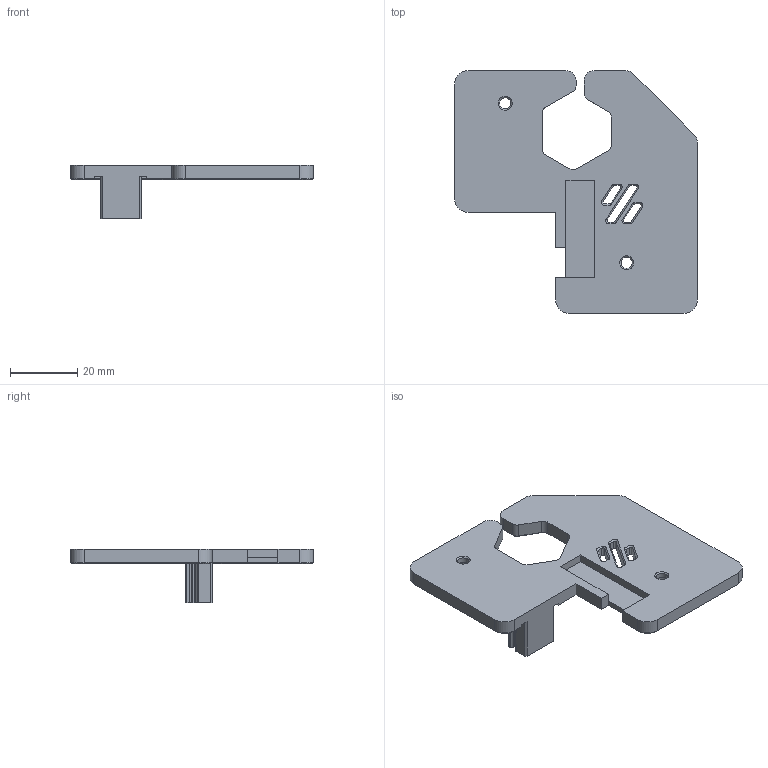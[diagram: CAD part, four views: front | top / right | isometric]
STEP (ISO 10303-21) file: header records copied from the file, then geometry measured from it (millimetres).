
FILE_DESCRIPTION(/* description */ ('STEP AP214'),/* implementation_level */ '2;1');
FILE_NAME(/* name */ '3030Z monolith.step',/* time_stamp */ '2025-08-19T17:08:54+03:00',/* author */ (''),/* organization */ (''),/* preprocessor_version */ 'ST-DEVELOPER v20.1',/* originating_system */ 'Autodesk Translation Framework v14.10.0.0',/* authorisation */ '');
FILE_SCHEMA (('AUTOMOTIVE_DESIGN { 1 0 10303 214 3 1 1 }'));
Length unit declared in the file: millimetre
Products named in the file (1): 3030Z皮带装饰盖B
Bounding box: 72 x 72 x 16 mm (x, y, z)
Volume: 13227.5 mm3; surface area: 9944.1 mm2
Topology: 1 solids, 1 shells, 317 faces, 787 edges, 476 vertices
Faces by surface type: plane 174, cylinder 75, cone 68
Full cylindrical faces by diameter (mm): 3.3 x2, 6 x2
Entity records: 9306 total; most frequent: DIRECTION 1642, CARTESIAN_POINT 1587, ORIENTED_EDGE 1576, EDGE_CURVE 788, LINE 568, VECTOR 568, AXIS2_PLACEMENT_3D 537, VERTEX_POINT 478
